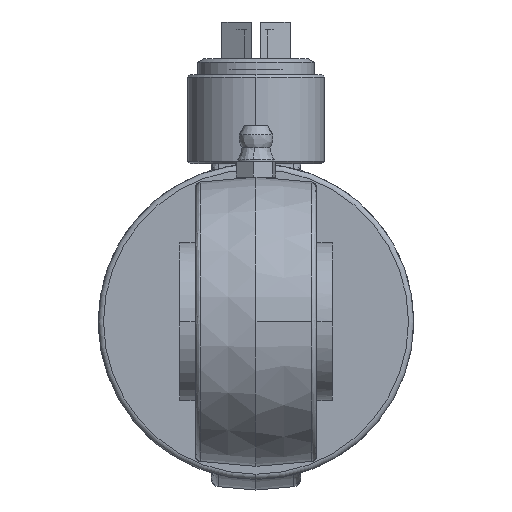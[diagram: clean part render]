
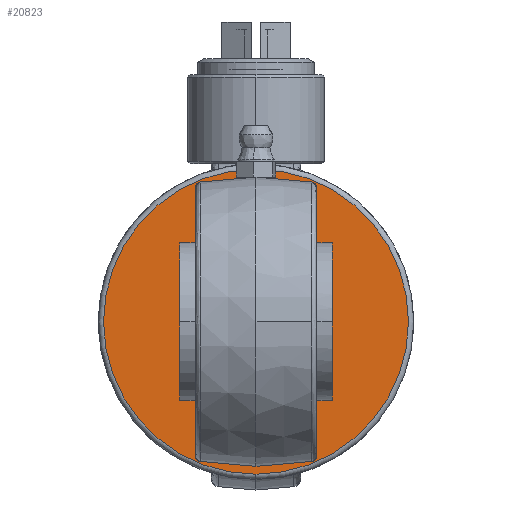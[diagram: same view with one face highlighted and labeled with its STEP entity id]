
A CAD part, left-side view. The second image highlights one B-rep face of the part: STEP entity #20823.
In plain terms, the highlighted planar face has unit normal (-1, 0, 0).
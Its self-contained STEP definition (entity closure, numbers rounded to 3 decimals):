
#363 = CIRCLE ( 'NONE', #12207, 29. ) ;
#960 = FACE_OUTER_BOUND ( 'NONE', #24862, .T. ) ;
#3032 = AXIS2_PLACEMENT_3D ( 'NONE', #19849, #17537, #20312 ) ;
#4202 = EDGE_CURVE ( 'NONE', #30518, #30453, #7530, .T. ) ;
#5509 = CARTESIAN_POINT ( 'NONE',  ( -8., 0., 29. ) ) ;
#7530 = CIRCLE ( 'NONE', #28259, 29. ) ;
#8584 = CARTESIAN_POINT ( 'NONE',  ( -8., 0., -29. ) ) ;
#11870 = DIRECTION ( 'NONE',  ( -1., 0., 0. ) ) ;
#12207 = AXIS2_PLACEMENT_3D ( 'NONE', #16833, #11870, #30404 ) ;
#14485 = EDGE_CURVE ( 'NONE', #30453, #30518, #363, .T. ) ;
#15056 = PLANE ( 'NONE',  #3032 ) ;
#16833 = CARTESIAN_POINT ( 'NONE',  ( -8., 0., 0. ) ) ;
#17537 = DIRECTION ( 'NONE',  ( -1., 0., 0. ) ) ;
#19849 = CARTESIAN_POINT ( 'NONE',  ( -8., 0., 29. ) ) ;
#20312 = DIRECTION ( 'NONE',  ( 0., 0., 1. ) ) ;
#20823 = ADVANCED_FACE ( 'NONE', ( #960 ), #15056, .T. ) ;
#20941 = CARTESIAN_POINT ( 'NONE',  ( -8., 0., 0. ) ) ;
#24862 = EDGE_LOOP ( 'NONE', ( #27089, #26799 ) ) ;
#26799 = ORIENTED_EDGE ( 'NONE', *, *, #4202, .T. ) ;
#27089 = ORIENTED_EDGE ( 'NONE', *, *, #14485, .T. ) ;
#27581 = DIRECTION ( 'NONE',  ( -1., 0., 0. ) ) ;
#28259 = AXIS2_PLACEMENT_3D ( 'NONE', #20941, #27581, #30188 ) ;
#30188 = DIRECTION ( 'NONE',  ( 0., 0., 1. ) ) ;
#30404 = DIRECTION ( 'NONE',  ( 0., 0., 1. ) ) ;
#30453 = VERTEX_POINT ( 'NONE', #5509 ) ;
#30518 = VERTEX_POINT ( 'NONE', #8584 ) ;
